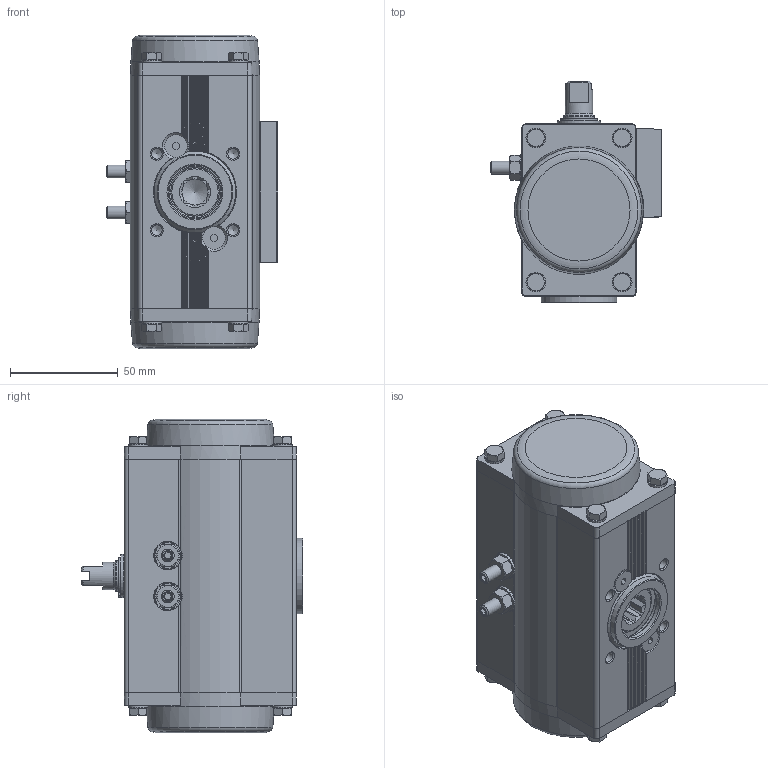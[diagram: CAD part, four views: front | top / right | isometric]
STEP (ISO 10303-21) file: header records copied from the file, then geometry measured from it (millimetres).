
FILE_DESCRIPTION(/* description */ ('STEP AP214'),/* implementation_level */ '2;1');
FILE_NAME(/* name */ '8102799_DFPD-N-20-RP-90-RS35-F05-R3-C',/* time_stamp */ '2024-08-15T19:26:55+02:00',/* author */ ('License CC BY-ND 4.0'),/* organization */ ('CADENAS'),/* preprocessor_version */ 'ST-DEVELOPER v19.3',/* originating_system */ 'PARTsolutions',/* authorisation */ ' ');
FILE_SCHEMA (('AUTOMOTIVE_DESIGN {1 0 10303 214 3 1 1}'));
Length unit declared in the file: millimetre
Products named in the file (7): 8102799 DFPD-N-20-RP-90-RS35-F05-R3-C---(0); 8042185 DFPD-N-20-90-RS-F05-C-----(housing); 8042185 DFPD-20(F05_0)---(shaft); 3637777 SCHEIBE 6.2X12X1.5-1.4301; DIN 934 - M6(F); 8097111 DFPD-10/20/40-C--(adj); 8101074 DFPD-CTR-F05--(ctr)
Assembly tree (9 placements, depth 2):
  8102799 DFPD-N-20-RP-90-RS35-F05-R3-C---(0)
    8042185 DFPD-N-20-90-RS-F05-C-----(housing)
    8042185 DFPD-20(F05_0)---(shaft)
    3637777 SCHEIBE 6.2X12X1.5-1.4301  x2
    DIN 934 - M6(F)  x2
    8097111 DFPD-10/20/40-C--(adj)  x2
    8101074 DFPD-CTR-F05--(ctr)
Bounding box: 79.77 x 103 x 145.7 mm (x, y, z)
Volume: 620144.9 mm3; surface area: 72490.5 mm2
Topology: 9 solids, 9 shells, 688 faces, 1626 edges, 1020 vertices
Faces by surface type: plane 368, cylinder 140, cone 140, torus 38, sphere 2
Full cylindrical faces by diameter (mm): 1.7 x2, 4 x2, 4.134 x8, 4.917 x9, 6 x2, 6.2 x2, 8.5 x2, 9 x10, 10 x2, 10.57 x2, 12 x2, 12.7 x1, 13 x2, 14 x3, 15.2 x1, 16.1 x1, 17.3 x2, 20 x2, 22 x3, 22.5 x2, 25 x1, 28 x1, 35 x1, 38 x2
Entity records: 18313 total; most frequent: CARTESIAN_POINT 3796, DIRECTION 2947, ORIENTED_EDGE 2754, EDGE_CURVE 1377, AXIS2_PLACEMENT_3D 1145, VERTEX_POINT 956, FACE_BOUND 897, EDGE_LOOP 887
